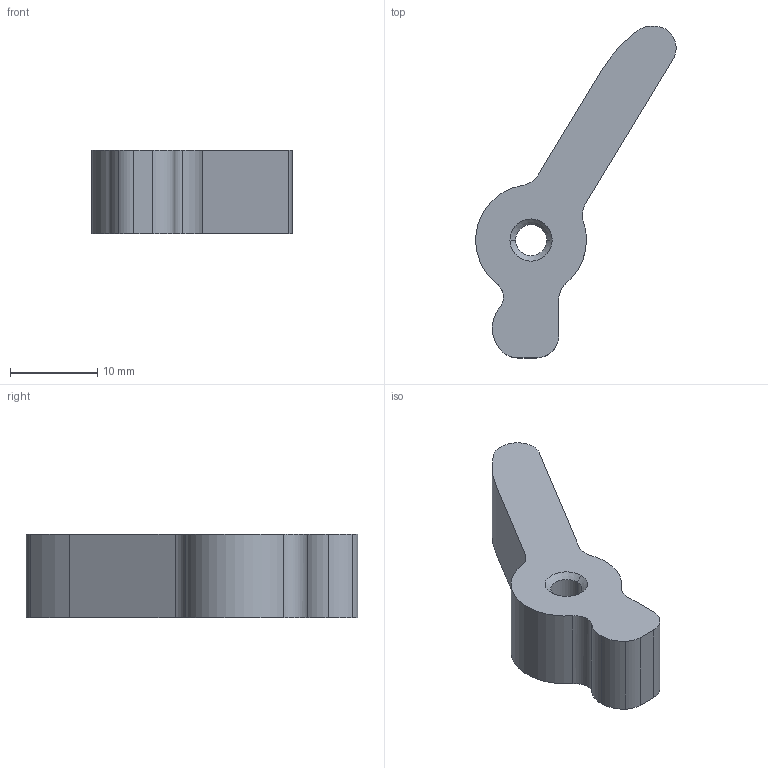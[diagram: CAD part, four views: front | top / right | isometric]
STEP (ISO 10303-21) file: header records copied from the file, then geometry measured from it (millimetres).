
FILE_DESCRIPTION (( 'STEP AP214' ), '1' );
FILE_NAME ('Mag Switch Lever.STEP', '2021-01-21T20:34:43', ( '' ), ( '' ), 'SwSTEP 2.0', 'SolidWorks 2019', '' );
FILE_SCHEMA (( 'AUTOMOTIVE_DESIGN' ));
Length unit declared in the file: inch
Products named in the file (1): Mag Switch Lever
Bounding box: 22.97 x 38.07 x 9.53 mm (x, y, z)
Volume: 2895.2 mm3; surface area: 1631.2 mm2
Topology: 1 solids, 1 shells, 28 faces, 74 edges, 48 vertices
Faces by surface type: cylinder 16, plane 7, cone 4, bspline 1
Entity records: 955 total; most frequent: CARTESIAN_POINT 194, DIRECTION 162, ORIENTED_EDGE 148, EDGE_CURVE 74, AXIS2_PLACEMENT_3D 64, VERTEX_POINT 48, CIRCLE 36, VECTOR 34
